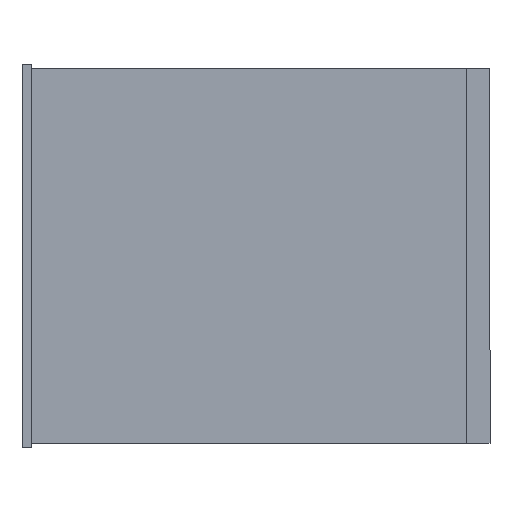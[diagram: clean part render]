
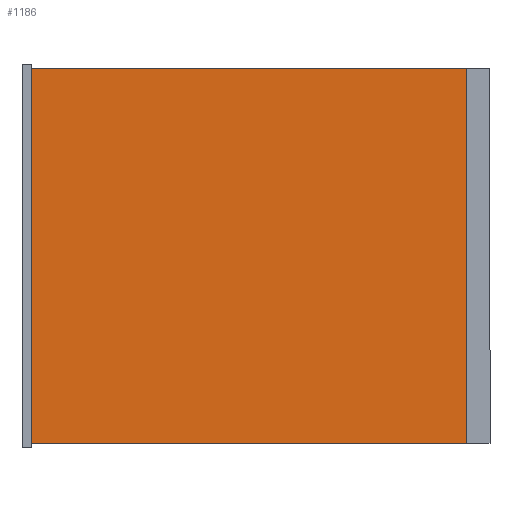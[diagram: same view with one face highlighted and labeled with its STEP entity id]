
A CAD part, left-side view. The second image highlights one B-rep face of the part: STEP entity #1186.
In plain terms, the highlighted planar face has unit normal (-1, 0, 0).
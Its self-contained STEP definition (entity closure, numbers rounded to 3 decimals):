
#24 = LINE ( 'NONE', #1638, #792 ) ;
#36 = CARTESIAN_POINT ( 'NONE',  ( -40., 93., 0. ) ) ;
#166 = VECTOR ( 'NONE', #460, 1000. ) ;
#192 = DIRECTION ( 'NONE',  ( 0., -1., 0. ) ) ;
#246 = VERTEX_POINT ( 'NONE', #710 ) ;
#267 = DIRECTION ( 'NONE',  ( 1., 0., 0. ) ) ;
#292 = VERTEX_POINT ( 'NONE', #2191 ) ;
#364 = FACE_OUTER_BOUND ( 'NONE', #1356, .T. ) ;
#437 = DIRECTION ( 'NONE',  ( 0., 0., -1. ) ) ;
#460 = DIRECTION ( 'NONE',  ( 0., 0., 1. ) ) ;
#710 = CARTESIAN_POINT ( 'NONE',  ( -40., 0., -40. ) ) ;
#749 = EDGE_CURVE ( 'NONE', #847, #1528, #1323, .T. ) ;
#770 = CARTESIAN_POINT ( 'NONE',  ( -40., 93., 40. ) ) ;
#773 = CARTESIAN_POINT ( 'NONE',  ( -40., 93., 0. ) ) ;
#774 = PLANE ( 'NONE',  #2272 ) ;
#792 = VECTOR ( 'NONE', #192, 1000. ) ;
#847 = VERTEX_POINT ( 'NONE', #872 ) ;
#872 = CARTESIAN_POINT ( 'NONE',  ( -40., 93., -40. ) ) ;
#1150 = EDGE_CURVE ( 'NONE', #847, #246, #24, .T. ) ;
#1186 = ADVANCED_FACE ( 'NONE', ( #364 ), #774, .F. ) ;
#1216 = LINE ( 'NONE', #1595, #166 ) ;
#1218 = VECTOR ( 'NONE', #1358, 1000. ) ;
#1252 = EDGE_CURVE ( 'NONE', #246, #292, #1216, .T. ) ;
#1323 = LINE ( 'NONE', #773, #1431 ) ;
#1356 = EDGE_LOOP ( 'NONE', ( #1618, #1796, #1938, #1672 ) ) ;
#1358 = DIRECTION ( 'NONE',  ( 0., -1., 0. ) ) ;
#1431 = VECTOR ( 'NONE', #2312, 1000. ) ;
#1528 = VERTEX_POINT ( 'NONE', #770 ) ;
#1595 = CARTESIAN_POINT ( 'NONE',  ( -40., 0., 0. ) ) ;
#1618 = ORIENTED_EDGE ( 'NONE', *, *, #1252, .T. ) ;
#1638 = CARTESIAN_POINT ( 'NONE',  ( -40., 93., -40. ) ) ;
#1672 = ORIENTED_EDGE ( 'NONE', *, *, #1150, .T. ) ;
#1796 = ORIENTED_EDGE ( 'NONE', *, *, #2401, .F. ) ;
#1915 = LINE ( 'NONE', #1928, #1218 ) ;
#1928 = CARTESIAN_POINT ( 'NONE',  ( -40., 93., 40. ) ) ;
#1938 = ORIENTED_EDGE ( 'NONE', *, *, #749, .F. ) ;
#2191 = CARTESIAN_POINT ( 'NONE',  ( -40., 0., 40. ) ) ;
#2272 = AXIS2_PLACEMENT_3D ( 'NONE', #36, #267, #437 ) ;
#2312 = DIRECTION ( 'NONE',  ( 0., 0., 1. ) ) ;
#2401 = EDGE_CURVE ( 'NONE', #1528, #292, #1915, .T. ) ;
